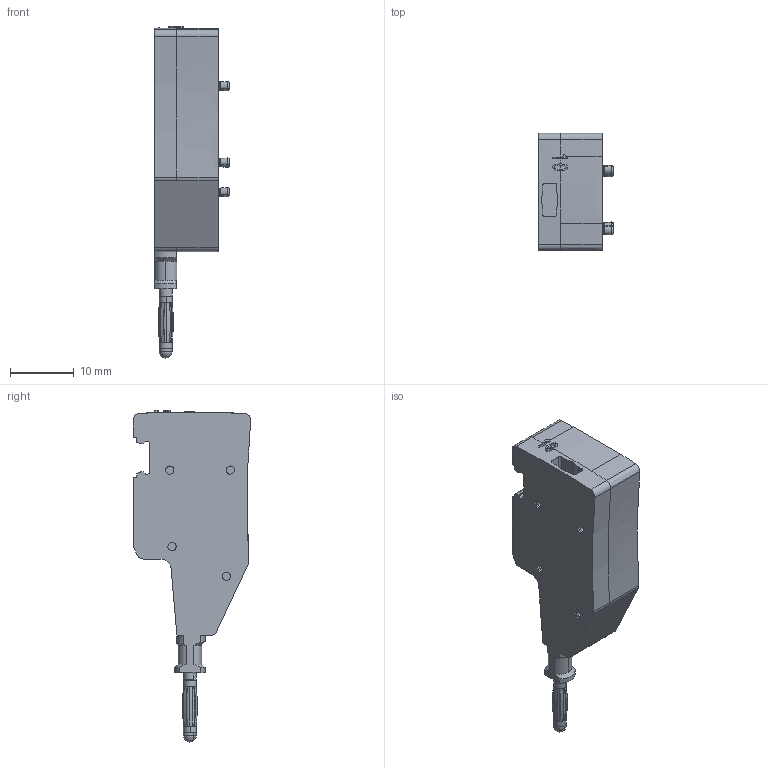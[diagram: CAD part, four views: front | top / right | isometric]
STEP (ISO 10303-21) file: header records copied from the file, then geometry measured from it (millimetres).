
FILE_DESCRIPTION(('CATIA V5R20 STEP214','CAx-IF Rec.Pracs.--- Model Styling and Organization---1.2---2011-12-15'),'2;1');
FILE_NAME ('8641627_2', '2016-01-15T11:00:41+00:00', ('Weidmueller Interface'), ('Weidmueller'), 'CATIA Version 5-6 Release 2014 SP4', 'CATIA V5 STEP AP214', 'none');
FILE_SCHEMA(('AUTOMOTIVE_DESIGN { 1 0 10303 214 1 1 1 1 }'));
Length unit declared in the file: millimetre
Products named in the file (1): 2035010000_ATPG_10-MI-R
Bounding box: 11.77 x 18.48 x 52.26 mm (x, y, z)
Volume: 5133.3 mm3; surface area: 2470.1 mm2
Topology: 2 solids, 2 shells, 293 faces, 796 edges, 518 vertices
Faces by surface type: plane 125, cylinder 88, extrusion 50, cone 20, torus 8, sphere 2
Entity records: 9294 total; most frequent: CARTESIAN_POINT 2447, ORIENTED_EDGE 1588, DIRECTION 1037, EDGE_CURVE 794, VERTEX_POINT 518, VECTOR 466, LINE 416, AXIS2_PLACEMENT_3D 385
